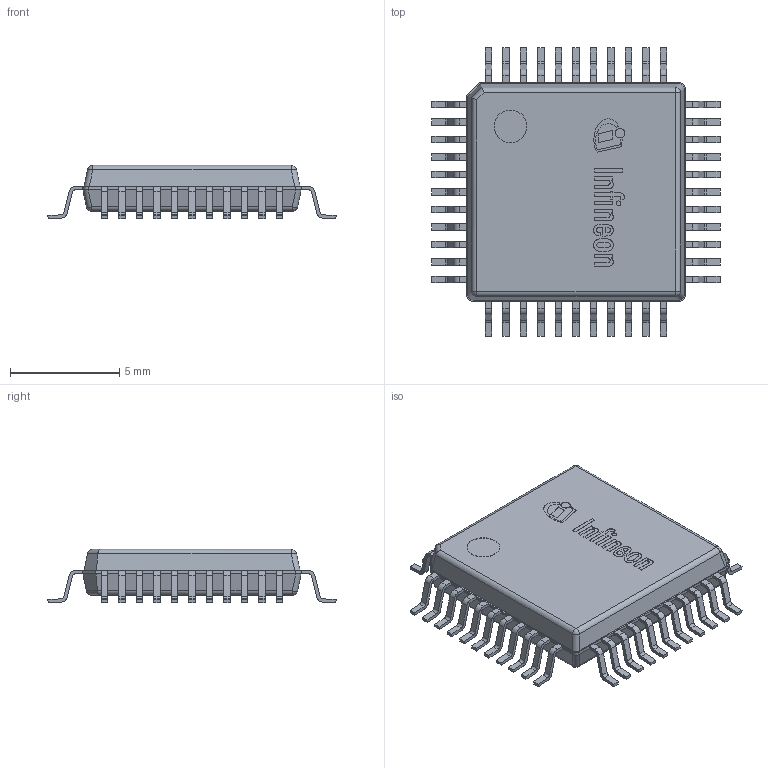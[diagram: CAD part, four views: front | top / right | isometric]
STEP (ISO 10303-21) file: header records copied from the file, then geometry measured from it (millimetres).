
FILE_DESCRIPTION(/* description */ (''),/* implementation_level */ '2;1');
FILE_NAME(/* name */ '1.stp',/* time_stamp */ '2024-07-29T19:29:35+05:30',/* author */ ('sivamani'),/* organization */ (''),/* preprocessor_version */ 'ST-DEVELOPER v19.2',/* originating_system */ 'AutoCAD Mechanical',/* authorisation */ '');
FILE_SCHEMA (('AUTOMOTIVE_DESIGN { 1 0 10303 214 3 1 1 }'));
Length unit declared in the file: millimetre
Products named in the file (1): Product
Bounding box: 13.2 x 13.2 x 2.46 mm (x, y, z)
Volume: 203.9 mm3; surface area: 770.1 mm2
Topology: 60 solids, 60 shells, 781 faces, 1954 edges, 1295 vertices
Faces by surface type: plane 556, cylinder 200, bspline 18, sphere 6, torus 1
Full cylindrical faces by diameter (mm): 0.213 x1, 0.438 x1, 1.5 x3
Entity records: 23396 total; most frequent: CARTESIAN_POINT 4401, ORIENTED_EDGE 3908, DIRECTION 3844, EDGE_CURVE 1954, LINE 1520, VECTOR 1520, VERTEX_POINT 1295, AXIS2_PLACEMENT_3D 1162
